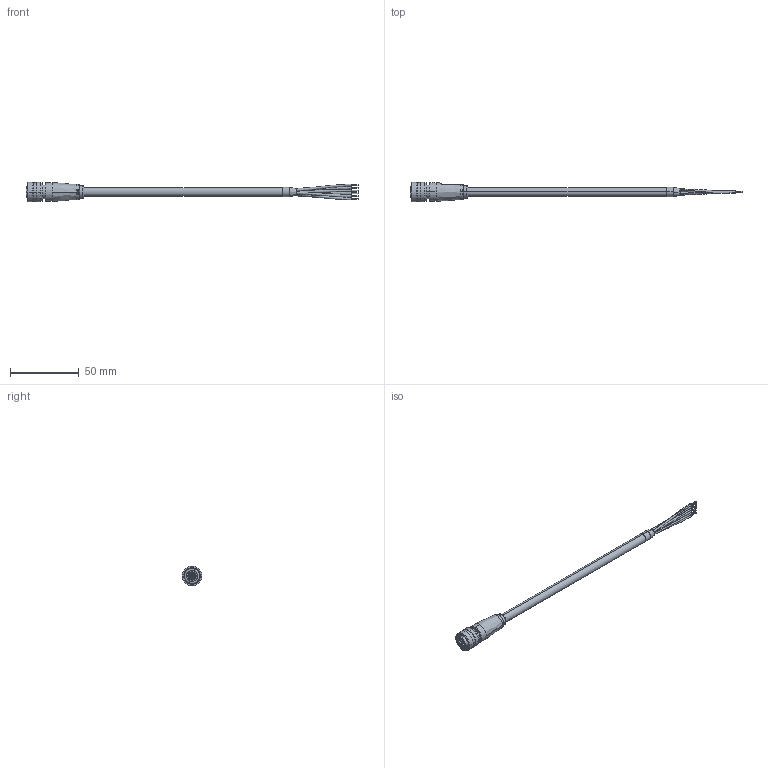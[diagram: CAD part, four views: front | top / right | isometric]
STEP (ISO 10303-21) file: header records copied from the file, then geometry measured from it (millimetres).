
FILE_DESCRIPTION (( 'STEP AP203' ), '1' );
FILE_NAME ('10-04537_revA.STEP', '2022-01-24T18:53:15', ( '' ), ( '' ), 'SwSTEP 2.0', 'SolidWorks 2021', '' );
FILE_SCHEMA (( 'CONFIG_CONTROL_DESIGN' ));
Length unit declared in the file: millimetre
Products named in the file (9): 50-00981-03___; 50-00981-01___; 24-00349_Wire O6.8 mm; 50-00981-04___; 50-00981-02_For STEP file; 50-00981-05___; 50-00981_STEP; 10-04537_revA; 30-01586_M12 (50 with 5mm tinned)
Assembly tree (12 placements, depth 3):
  10-04537_revA
    30-01586_M12 (50 with 5mm tinned)
    24-00349_Wire O6.8 mm
    50-00981_STEP
      50-00981-01___
      50-00981-02_For STEP file
      50-00981-03___  x5
      50-00981-04___
      50-00981-05___
Bounding box: 242 x 14.5 x 14.5 mm (x, y, z)
Volume: 10847.7 mm3; surface area: 48418 mm2
Topology: 232 solids, 232 shells, 2002 faces, 4343 edges, 2834 vertices
Faces by surface type: cylinder 1082, plane 658, torus 109, bspline 90, cone 63
Entity records: 51096 total; most frequent: CARTESIAN_POINT 12526, DIRECTION 8526, ORIENTED_EDGE 6944, AXIS2_PLACEMENT_3D 3658, EDGE_CURVE 3472, VERTEX_POINT 2290, EDGE_LOOP 2128, CIRCLE 2046
